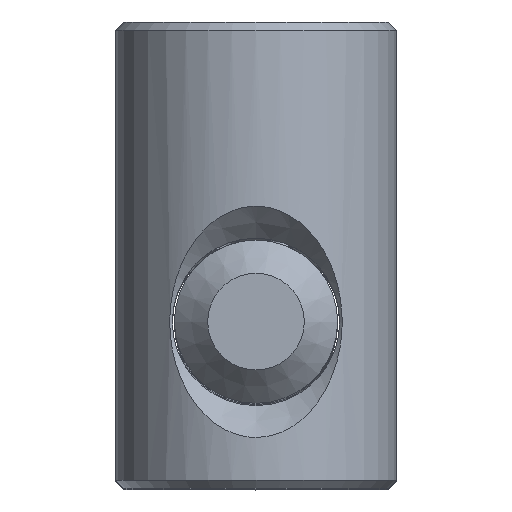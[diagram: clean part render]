
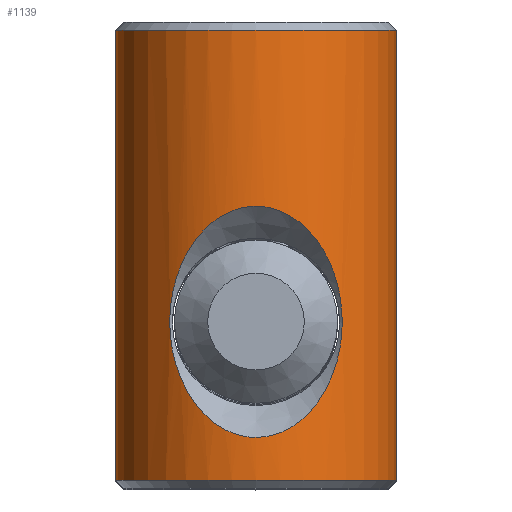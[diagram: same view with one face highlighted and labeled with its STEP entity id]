
A CAD part, top view. The second image highlights one B-rep face of the part: STEP entity #1139.
In plain terms, the highlighted cylindrical face has radius 8.425 mm (diameter 16.85 mm), a full revolution.
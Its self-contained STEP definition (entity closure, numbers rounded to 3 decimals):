
#189=CYLINDRICAL_SURFACE('',#1244,8.425);
#197=B_SPLINE_CURVE_WITH_KNOTS('',3,(#1739,#1740,#1741,#1742,#1743,#1744,
#1745,#1746,#1747,#1748,#1749,#1750,#1751,#1752,#1753,#1754,#1755,#1756,
#1757,#1758,#1759,#1760,#1761,#1762,#1763,#1764,#1765,#1766,#1767,#1768,
#1769,#1770,#1771,#1772,#1773,#1774,#1775,#1776,#1777,#1778,#1779,#1780),
 .UNSPECIFIED.,.T.,.F.,(4,2,2,2,2,2,2,2,2,2,2,2,2,2,2,2,2,2,2,2,4),(-3.771,
-3.546,-3.321,-3.075,-2.952,
-2.829,-2.706,-2.583,-2.337,
-2.111,-1.886,-1.66,-1.435,
-1.189,-1.066,-0.943,-0.82,
-0.697,-0.451,-0.225,0.),
 .UNSPECIFIED.);
#200=B_SPLINE_CURVE_WITH_KNOTS('',3,(#1859,#1860,#1861,#1862,#1863,#1864,
#1865,#1866,#1867,#1868,#1869,#1870,#1871,#1872,#1873,#1874,#1875,#1876,
#1877,#1878,#1879,#1880,#1881,#1882,#1883,#1884,#1885,#1886,#1887,#1888,
#1889,#1890,#1891,#1892,#1893,#1894,#1895,#1896,#1897,#1898,#1899,#1900),
 .UNSPECIFIED.,.T.,.F.,(4,2,2,2,2,2,2,2,2,2,2,2,2,2,2,2,2,2,2,2,4),(-3.771,
-3.546,-3.321,-3.075,-2.952,
-2.829,-2.706,-2.583,-2.337,
-2.111,-1.886,-1.66,-1.435,
-1.189,-1.066,-0.943,-0.82,
-0.697,-0.451,-0.225,0.),
 .UNSPECIFIED.);
#272=FACE_BOUND('',#411,.T.);
#273=FACE_BOUND('',#412,.T.);
#274=FACE_BOUND('',#413,.T.);
#312=FACE_OUTER_BOUND('',#410,.T.);
#410=EDGE_LOOP('',(#806));
#411=EDGE_LOOP('',(#807));
#412=EDGE_LOOP('',(#808));
#413=EDGE_LOOP('',(#809));
#503=CIRCLE('',#1234,8.425);
#505=CIRCLE('',#1237,8.425);
#540=VERTEX_POINT('',#1738);
#544=VERTEX_POINT('',#1789);
#546=VERTEX_POINT('',#1794);
#552=VERTEX_POINT('',#1858);
#638=EDGE_CURVE('',#540,#540,#197,.T.);
#642=EDGE_CURVE('',#544,#544,#503,.T.);
#644=EDGE_CURVE('',#546,#546,#505,.T.);
#650=EDGE_CURVE('',#552,#552,#200,.T.);
#806=ORIENTED_EDGE('',*,*,#642,.T.);
#807=ORIENTED_EDGE('',*,*,#650,.F.);
#808=ORIENTED_EDGE('',*,*,#644,.T.);
#809=ORIENTED_EDGE('',*,*,#638,.F.);
#1139=ADVANCED_FACE('',(#312,#272,#273,#274),#189,.T.);
#1234=AXIS2_PLACEMENT_3D('',#1790,#1377,#1378);
#1237=AXIS2_PLACEMENT_3D('',#1795,#1383,#1384);
#1244=AXIS2_PLACEMENT_3D('',#1915,#1397,#1398);
#1377=DIRECTION('center_axis',(0.,1.,0.));
#1378=DIRECTION('ref_axis',(0.,0.,
1.));
#1383=DIRECTION('center_axis',(0.,-1.,0.));
#1384=DIRECTION('ref_axis',(0.,0.,
1.));
#1397=DIRECTION('center_axis',(0.,1.,0.));
#1398=DIRECTION('ref_axis',(0.,0.,-1.));
#1738=CARTESIAN_POINT('',(0.,-6.938,45.425));
#1739=CARTESIAN_POINT('Ctrl Pts',(-5.175,0.,
43.649));
#1740=CARTESIAN_POINT('Ctrl Pts',(-5.175,-0.751,
43.649));
#1741=CARTESIAN_POINT('Ctrl Pts',(-5.077,-1.56,43.728));
#1742=CARTESIAN_POINT('Ctrl Pts',(-4.665,-3.096,44.02));
#1743=CARTESIAN_POINT('Ctrl Pts',(-4.35,-3.824,44.228));
#1744=CARTESIAN_POINT('Ctrl Pts',(-3.55,-5.108,44.655));
#1745=CARTESIAN_POINT('Ctrl Pts',(-2.982,-5.75,44.911));
#1746=CARTESIAN_POINT('Ctrl Pts',(-1.959,-6.437,45.202));
#1747=CARTESIAN_POINT('Ctrl Pts',(-1.59,-6.621,45.283));
#1748=CARTESIAN_POINT('Ctrl Pts',(-0.815,-6.871,
45.395));
#1749=CARTESIAN_POINT('Ctrl Pts',(-0.41,-6.938,
45.425));
#1750=CARTESIAN_POINT('Ctrl Pts',(0.41,-6.938,45.425));
#1751=CARTESIAN_POINT('Ctrl Pts',(0.815,-6.871,45.395));
#1752=CARTESIAN_POINT('Ctrl Pts',(1.59,-6.621,45.283));
#1753=CARTESIAN_POINT('Ctrl Pts',(1.959,-6.437,45.202));
#1754=CARTESIAN_POINT('Ctrl Pts',(2.982,-5.75,44.911));
#1755=CARTESIAN_POINT('Ctrl Pts',(3.55,-5.108,44.655));
#1756=CARTESIAN_POINT('Ctrl Pts',(4.35,-3.824,44.228));
#1757=CARTESIAN_POINT('Ctrl Pts',(4.665,-3.096,44.02));
#1758=CARTESIAN_POINT('Ctrl Pts',(5.077,-1.56,43.728));
#1759=CARTESIAN_POINT('Ctrl Pts',(5.175,-0.751,43.649));
#1760=CARTESIAN_POINT('Ctrl Pts',(5.175,0.751,43.649));
#1761=CARTESIAN_POINT('Ctrl Pts',(5.077,1.56,43.728));
#1762=CARTESIAN_POINT('Ctrl Pts',(4.665,3.096,44.02));
#1763=CARTESIAN_POINT('Ctrl Pts',(4.35,3.824,44.228));
#1764=CARTESIAN_POINT('Ctrl Pts',(3.55,5.108,44.655));
#1765=CARTESIAN_POINT('Ctrl Pts',(2.982,5.75,44.911));
#1766=CARTESIAN_POINT('Ctrl Pts',(1.959,6.437,45.202));
#1767=CARTESIAN_POINT('Ctrl Pts',(1.59,6.621,45.283));
#1768=CARTESIAN_POINT('Ctrl Pts',(0.815,6.871,45.395));
#1769=CARTESIAN_POINT('Ctrl Pts',(0.41,6.938,45.425));
#1770=CARTESIAN_POINT('Ctrl Pts',(-0.41,6.938,45.425));
#1771=CARTESIAN_POINT('Ctrl Pts',(-0.815,6.871,45.395));
#1772=CARTESIAN_POINT('Ctrl Pts',(-1.59,6.621,45.283));
#1773=CARTESIAN_POINT('Ctrl Pts',(-1.959,6.437,45.202));
#1774=CARTESIAN_POINT('Ctrl Pts',(-2.982,5.75,44.911));
#1775=CARTESIAN_POINT('Ctrl Pts',(-3.55,5.108,44.655));
#1776=CARTESIAN_POINT('Ctrl Pts',(-4.35,3.824,44.228));
#1777=CARTESIAN_POINT('Ctrl Pts',(-4.665,3.096,44.02));
#1778=CARTESIAN_POINT('Ctrl Pts',(-5.077,1.56,43.728));
#1779=CARTESIAN_POINT('Ctrl Pts',(-5.175,0.751,43.649));
#1780=CARTESIAN_POINT('Ctrl Pts',(-5.175,0.,
43.649));
#1789=CARTESIAN_POINT('',(0.,-9.5,28.575));
#1790=CARTESIAN_POINT('Origin',(0.,-9.5,37.));
#1794=CARTESIAN_POINT('',(0.,17.5,45.425));
#1795=CARTESIAN_POINT('Origin',(0.,17.5,37.));
#1858=CARTESIAN_POINT('',(0.,-6.938,28.575));
#1859=CARTESIAN_POINT('Ctrl Pts',(5.175,0.,
30.351));
#1860=CARTESIAN_POINT('Ctrl Pts',(5.175,-0.751,30.351));
#1861=CARTESIAN_POINT('Ctrl Pts',(5.077,-1.56,30.272));
#1862=CARTESIAN_POINT('Ctrl Pts',(4.665,-3.096,29.98));
#1863=CARTESIAN_POINT('Ctrl Pts',(4.35,-3.824,29.772));
#1864=CARTESIAN_POINT('Ctrl Pts',(3.55,-5.108,29.345));
#1865=CARTESIAN_POINT('Ctrl Pts',(2.982,-5.75,29.089));
#1866=CARTESIAN_POINT('Ctrl Pts',(1.959,-6.437,28.798));
#1867=CARTESIAN_POINT('Ctrl Pts',(1.59,-6.621,28.717));
#1868=CARTESIAN_POINT('Ctrl Pts',(0.815,-6.871,28.605));
#1869=CARTESIAN_POINT('Ctrl Pts',(0.41,-6.938,28.575));
#1870=CARTESIAN_POINT('Ctrl Pts',(-0.41,-6.938,
28.575));
#1871=CARTESIAN_POINT('Ctrl Pts',(-0.815,-6.871,
28.605));
#1872=CARTESIAN_POINT('Ctrl Pts',(-1.59,-6.621,28.717));
#1873=CARTESIAN_POINT('Ctrl Pts',(-1.959,-6.437,28.798));
#1874=CARTESIAN_POINT('Ctrl Pts',(-2.982,-5.75,29.089));
#1875=CARTESIAN_POINT('Ctrl Pts',(-3.55,-5.108,29.345));
#1876=CARTESIAN_POINT('Ctrl Pts',(-4.35,-3.824,29.772));
#1877=CARTESIAN_POINT('Ctrl Pts',(-4.665,-3.096,29.98));
#1878=CARTESIAN_POINT('Ctrl Pts',(-5.077,-1.56,30.272));
#1879=CARTESIAN_POINT('Ctrl Pts',(-5.175,-0.751,
30.351));
#1880=CARTESIAN_POINT('Ctrl Pts',(-5.175,0.751,30.351));
#1881=CARTESIAN_POINT('Ctrl Pts',(-5.077,1.56,30.272));
#1882=CARTESIAN_POINT('Ctrl Pts',(-4.665,3.096,29.98));
#1883=CARTESIAN_POINT('Ctrl Pts',(-4.35,3.824,29.772));
#1884=CARTESIAN_POINT('Ctrl Pts',(-3.55,5.108,29.345));
#1885=CARTESIAN_POINT('Ctrl Pts',(-2.982,5.75,29.089));
#1886=CARTESIAN_POINT('Ctrl Pts',(-1.959,6.437,28.798));
#1887=CARTESIAN_POINT('Ctrl Pts',(-1.59,6.621,28.717));
#1888=CARTESIAN_POINT('Ctrl Pts',(-0.815,6.871,28.605));
#1889=CARTESIAN_POINT('Ctrl Pts',(-0.41,6.938,28.575));
#1890=CARTESIAN_POINT('Ctrl Pts',(0.41,6.938,28.575));
#1891=CARTESIAN_POINT('Ctrl Pts',(0.815,6.871,28.605));
#1892=CARTESIAN_POINT('Ctrl Pts',(1.59,6.621,28.717));
#1893=CARTESIAN_POINT('Ctrl Pts',(1.959,6.437,28.798));
#1894=CARTESIAN_POINT('Ctrl Pts',(2.982,5.75,29.089));
#1895=CARTESIAN_POINT('Ctrl Pts',(3.55,5.108,29.345));
#1896=CARTESIAN_POINT('Ctrl Pts',(4.35,3.824,29.772));
#1897=CARTESIAN_POINT('Ctrl Pts',(4.665,3.096,29.98));
#1898=CARTESIAN_POINT('Ctrl Pts',(5.077,1.56,30.272));
#1899=CARTESIAN_POINT('Ctrl Pts',(5.175,0.751,30.351));
#1900=CARTESIAN_POINT('Ctrl Pts',(5.175,0.,
30.351));
#1915=CARTESIAN_POINT('Origin',(0.,-10.,37.));
